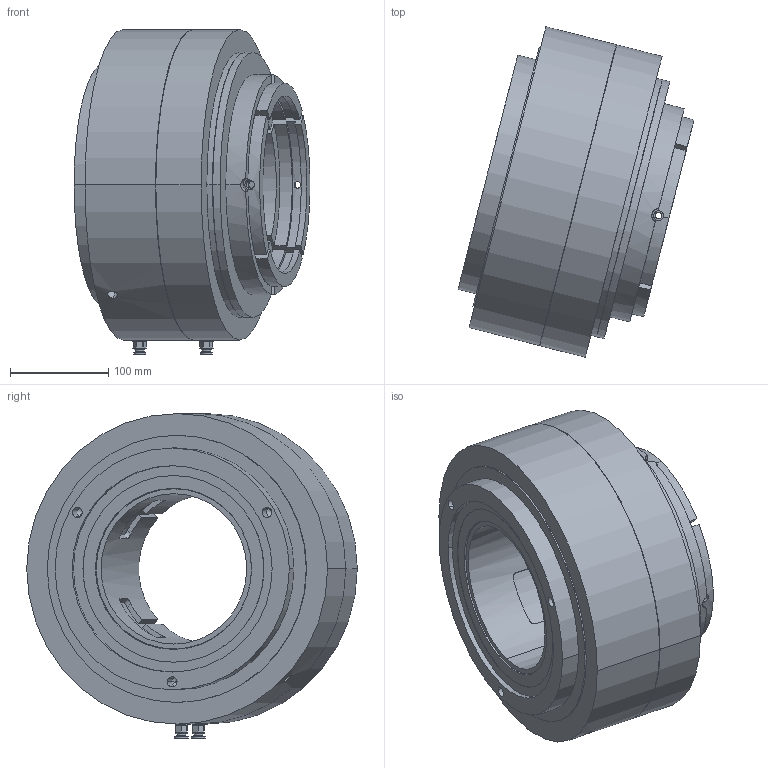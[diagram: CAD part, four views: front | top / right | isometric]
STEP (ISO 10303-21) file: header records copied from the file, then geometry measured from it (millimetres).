
FILE_DESCRIPTION (( 'STEP AP214' ), '1' );
FILE_NAME ('GH150.STEP', '2024-03-23T06:27:38', ( '' ), ( '' ), 'SwSTEP 2.0', 'SolidWorks 2023', '' );
FILE_SCHEMA (( 'AUTOMOTIVE_DESIGN' ));
Length unit declared in the file: millimetre
Products named in the file (4): GH-150 本体; M10 气嘴; GH150; GH-150 大筒夹
Assembly tree (4 placements, depth 2):
  GH150
    GH-150 本体
    GH-150 大筒夹
    M10 气嘴  x2
Bounding box: 240.08 x 336.37 x 330.5 mm (x, y, z)
Volume: 8689965.6 mm3; surface area: 585898.6 mm2
Topology: 4 solids, 4 shells, 410 faces, 1052 edges, 593 vertices
Faces by surface type: cylinder 168, plane 131, bspline 58, cone 25, sphere 24, torus 4
Full cylindrical faces by diameter (mm): 6 x2, 8 x2, 9.5 x2
Entity records: 16648 total; most frequent: CARTESIAN_POINT 6224, ORIENTED_EDGE 1464, DIRECTION 1459, EDGE_CURVE 732, AXIS2_PLACEMENT_3D 569, VERTEX_POINT 460, EDGE_LOOP 340, LINE 321
